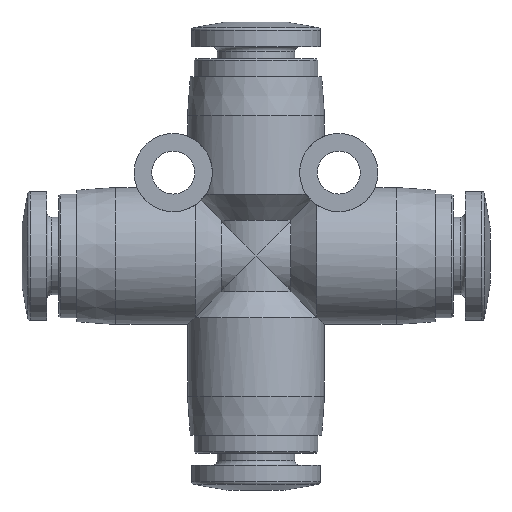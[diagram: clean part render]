
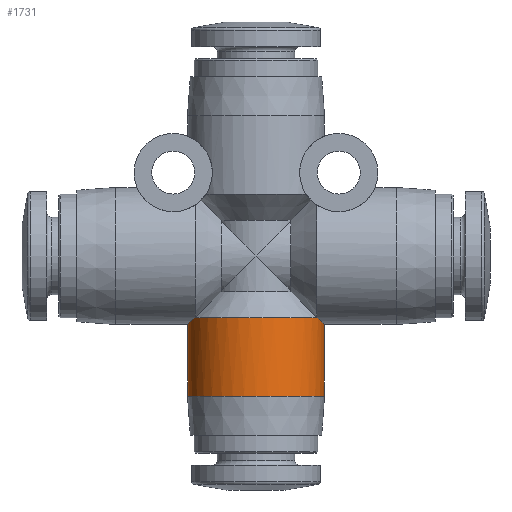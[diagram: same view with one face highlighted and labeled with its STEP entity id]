
A CAD part, front view. The second image highlights one B-rep face of the part: STEP entity #1731.
In plain terms, the highlighted cylindrical face has radius 5.25 mm (diameter 10.5 mm), a full revolution.
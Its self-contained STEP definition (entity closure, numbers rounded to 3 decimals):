
#52=ELLIPSE('',#1781,7.425,5.25);
#57=ELLIPSE('',#1800,7.425,5.25);
#281=ORIENTED_EDGE('',*,*,#420,.T.);
#282=ORIENTED_EDGE('',*,*,#476,.F.);
#283=ORIENTED_EDGE('',*,*,#394,.T.);
#284=ORIENTED_EDGE('',*,*,#477,.F.);
#285=ORIENTED_EDGE('',*,*,#478,.T.);
#394=EDGE_CURVE('',#523,#521,#52,.T.);
#420=EDGE_CURVE('',#543,#542,#57,.F.);
#476=EDGE_CURVE('',#523,#542,#668,.T.);
#477=EDGE_CURVE('',#543,#521,#669,.T.);
#478=EDGE_CURVE('',#586,#586,#670,.T.);
#521=VERTEX_POINT('',#2420);
#523=VERTEX_POINT('',#2423);
#542=VERTEX_POINT('',#2530);
#543=VERTEX_POINT('',#2532);
#586=VERTEX_POINT('',#2704);
#668=CIRCLE('',#1891,5.25);
#669=CIRCLE('',#1892,5.25);
#670=CIRCLE('',#1893,5.25);
#790=EDGE_LOOP('',(#281,#282,#283,#284));
#791=EDGE_LOOP('',(#285));
#952=FACE_BOUND('',#790,.T.);
#953=FACE_BOUND('',#791,.T.);
#1046=CYLINDRICAL_SURFACE('',#1890,5.25);
#1731=ADVANCED_FACE('',(#952,#953),#1046,.T.);
#1781=AXIS2_PLACEMENT_3D('',#2422,#1978,#1979);
#1800=AXIS2_PLACEMENT_3D('',#2531,#2016,#2017);
#1890=AXIS2_PLACEMENT_3D('',#2700,#2196,#2197);
#1891=AXIS2_PLACEMENT_3D('',#2701,#2198,#2199);
#1892=AXIS2_PLACEMENT_3D('',#2702,#2200,#2201);
#1893=AXIS2_PLACEMENT_3D('',#2703,#2202,#2203);
#1978=DIRECTION('',(0.707,0.,-0.707));
#1979=DIRECTION('',(0.707,0.,0.707));
#2016=DIRECTION('',(0.707,0.,0.707));
#2017=DIRECTION('',(0.707,0.,-0.707));
#2196=DIRECTION('',(0.,0.,1.));
#2197=DIRECTION('',(1.,0.,0.));
#2198=DIRECTION('',(0.,0.,1.));
#2199=DIRECTION('',(1.,0.,0.));
#2200=DIRECTION('',(0.,0.,1.));
#2201=DIRECTION('',(1.,0.,0.));
#2202=DIRECTION('',(0.,0.,1.));
#2203=DIRECTION('',(1.,0.,0.));
#2420=CARTESIAN_POINT('',(-4.75,2.236,-4.75));
#2422=CARTESIAN_POINT('',(0.,0.,0.));
#2423=CARTESIAN_POINT('',(-4.75,-2.236,-4.75));
#2530=CARTESIAN_POINT('',(4.75,-2.236,-4.75));
#2531=CARTESIAN_POINT('',(0.,0.,0.));
#2532=CARTESIAN_POINT('',(4.75,2.236,-4.75));
#2700=CARTESIAN_POINT('',(0.,0.,17.95));
#2701=CARTESIAN_POINT('',(0.,0.,-4.75));
#2702=CARTESIAN_POINT('',(0.,0.,-4.75));
#2703=CARTESIAN_POINT('',(0.,0.,-10.75));
#2704=CARTESIAN_POINT('',(5.25,0.,-10.75));
